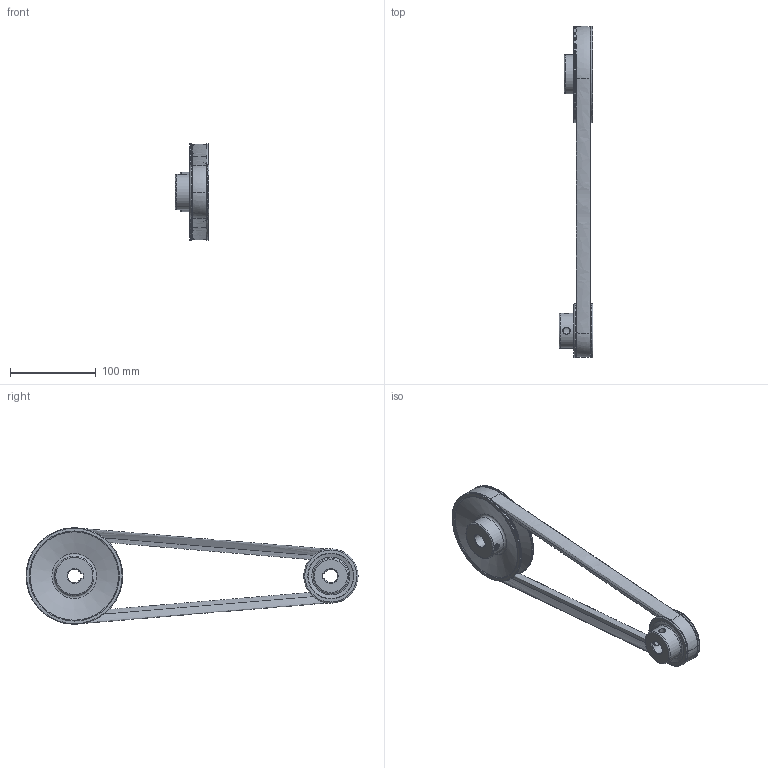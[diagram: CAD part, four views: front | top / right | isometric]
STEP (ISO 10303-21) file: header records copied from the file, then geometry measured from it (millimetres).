
FILE_DESCRIPTION(/* description */ (''),/* implementation_level */ '2;1');
FILE_NAME(/* name */ 'Pulleys.step',/* time_stamp */ '2024-11-15T10:10:35+02:00',/* author */ (''),/* organization */ (''),/* preprocessor_version */ 'ST-DEVELOPER v20',/* originating_system */ 'Autodesk Translation Framework v13.20.0.188',/* authorisation */ '');
FILE_SCHEMA (('AUTOMOTIVE_DESIGN { 1 0 10303 214 3 1 1 }'));
Length unit declared in the file: millimetre
Products named in the file (3): (Unsaved); 6204K133_NO THREADS_Heavy Duty V-Belt Pulley; 6204K241_NO THREADS_Heavy Duty V-Belt Pulley
Assembly tree (2 placements, depth 2):
  (Unsaved)
    6204K133_NO THREADS_Heavy Duty V-Belt Pulley
    6204K241_NO THREADS_Heavy Duty V-Belt Pulley
Bounding box: 39.69 x 388.26 x 113.03 mm (x, y, z)
Volume: 297116 mm3; surface area: 99361.8 mm2
Topology: 4 solids, 4 shells, 101 faces, 236 edges, 142 vertices
Faces by surface type: cone 28, plane 28, torus 21, cylinder 14, bspline 10
Full cylindrical faces by diameter (mm): 7.938 x4, 31.75 x1, 41.275 x1, 45.974 x1, 63.5 x2, 81.28 x1, 113.03 x2
Entity records: 3957 total; most frequent: CARTESIAN_POINT 1611, DIRECTION 504, ORIENTED_EDGE 470, EDGE_CURVE 235, AXIS2_PLACEMENT_3D 217, VERTEX_POINT 142, CIRCLE 121, EDGE_LOOP 113
